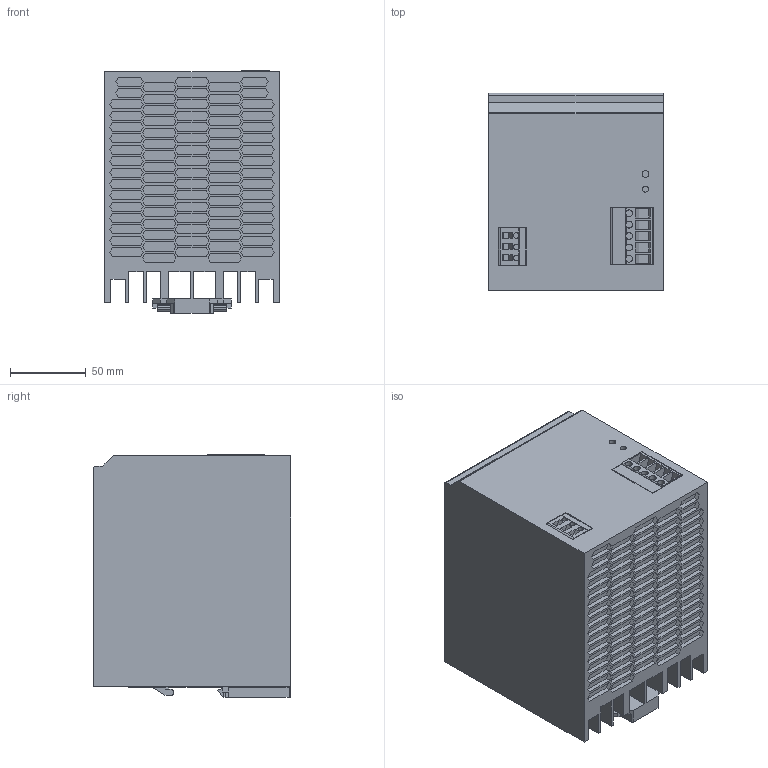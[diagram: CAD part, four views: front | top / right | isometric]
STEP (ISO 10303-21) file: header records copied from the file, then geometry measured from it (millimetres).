
FILE_DESCRIPTION(('SolidDesigner STEP Export'),'2;1');
FILE_NAME('2866501_TRIO_PS_1AC_48DC_10-select.stp','2011-05-25T 8:25:50',(''),(''),'CoCreate Modeling STEP processor for AP214 (Solid Model)','CoCreate Modeling 16.00A 16-Aug-2008 (C) Parametric Technology GmbH','');
FILE_SCHEMA(('AUTOMOTIVE_DESIGN { 1 0 10303 214 1 1 1 1 }'));
Length unit declared in the file: millimetre
Products named in the file (2): 2866501_TRIO_PS_1AC_48DC_10-select
Assembly tree (1 placements, depth 2):
  2866501_TRIO_PS_1AC_48DC_10-select
    2866501_TRIO_PS_1AC_48DC_10-select
Bounding box: 115 x 130 x 160.25 mm (x, y, z)
Volume: 2013271.8 mm3; surface area: 174388 mm2
Topology: 1 solids, 1 shells, 1290 faces, 3355 edges, 2230 vertices
Faces by surface type: plane 1257, cylinder 33
Entity records: 48783 total; most frequent: CARTESIAN_POINT 6927, ORIENTED_EDGE 6710, DIRECTION 5888, EDGE_CURVE 3355, VECTOR 3246, LINE 3246, VERTEX_POINT 2230, EDGE_LOOP 1457
